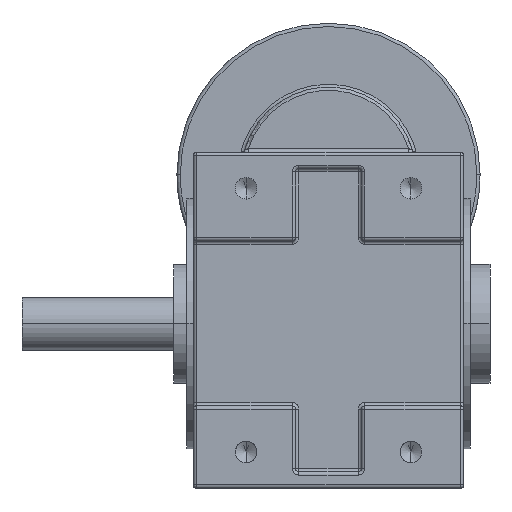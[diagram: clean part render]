
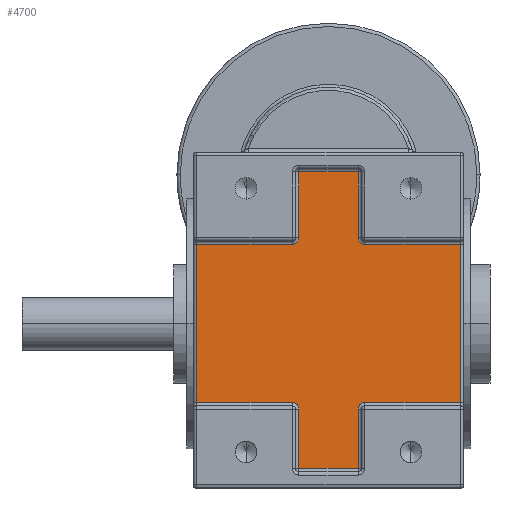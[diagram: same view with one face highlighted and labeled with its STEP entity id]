
A CAD part, top view. The second image highlights one B-rep face of the part: STEP entity #4700.
In plain terms, the highlighted planar face has unit normal (0, 0, 1).
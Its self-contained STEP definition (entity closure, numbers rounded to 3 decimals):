
#78 = PLANE ( 'NONE',  #2807 ) ;
#103 = VERTEX_POINT ( 'NONE', #789 ) ;
#107 = DIRECTION ( 'NONE',  ( 1., 0., 0. ) ) ;
#228 = CARTESIAN_POINT ( 'NONE',  ( -20., -34.62, 49.5 ) ) ;
#266 = CARTESIAN_POINT ( 'NONE',  ( 4.5, 0., 49.5 ) ) ;
#333 = DIRECTION ( 'NONE',  ( 1., 0., 0. ) ) ;
#587 = EDGE_CURVE ( 'NONE', #6951, #2784, #8177, .T. ) ;
#789 = CARTESIAN_POINT ( 'NONE',  ( -5.5, -34.62, 49.5 ) ) ;
#794 = LINE ( 'NONE', #4576, #5284 ) ;
#864 = CIRCLE ( 'NONE', #8219, 1. ) ;
#941 = VERTEX_POINT ( 'NONE', #944 ) ;
#944 = CARTESIAN_POINT ( 'NONE',  ( -4.5, -9.62, 49.5 ) ) ;
#1004 = LINE ( 'NONE', #9811, #7559 ) ;
#1081 = CIRCLE ( 'NONE', #1091, 1. ) ;
#1091 = AXIS2_PLACEMENT_3D ( 'NONE', #10099, #7226, #2368 ) ;
#1179 = AXIS2_PLACEMENT_3D ( 'NONE', #11971, #10100, #5321 ) ;
#1213 = CARTESIAN_POINT ( 'NONE',  ( 0., -10.62, 49.5 ) ) ;
#1293 = VECTOR ( 'NONE', #9284, 1000. ) ;
#1303 = LINE ( 'NONE', #5318, #1909 ) ;
#1346 = EDGE_CURVE ( 'NONE', #10260, #10183, #9780, .T. ) ;
#1434 = EDGE_CURVE ( 'NONE', #2178, #103, #1081, .T. ) ;
#1489 = EDGE_CURVE ( 'NONE', #9361, #6951, #1303, .T. ) ;
#1498 = ORIENTED_EDGE ( 'NONE', *, *, #1346, .T. ) ;
#1666 = ORIENTED_EDGE ( 'NONE', *, *, #12203, .T. ) ;
#1802 = CARTESIAN_POINT ( 'NONE',  ( 5.5, -35.62, 49.5 ) ) ;
#1807 = CARTESIAN_POINT ( 'NONE',  ( 0., -44.62, 49.5 ) ) ;
#1909 = VECTOR ( 'NONE', #9192, 1000. ) ;
#1963 = DIRECTION ( 'NONE',  ( 0., 0., 1. ) ) ;
#1985 = CARTESIAN_POINT ( 'NONE',  ( -20., -35.12, 49.5 ) ) ;
#2070 = ORIENTED_EDGE ( 'NONE', *, *, #4101, .T. ) ;
#2178 = VERTEX_POINT ( 'NONE', #5855 ) ;
#2272 = VECTOR ( 'NONE', #5940, 1000. ) ;
#2326 = VERTEX_POINT ( 'NONE', #10005 ) ;
#2368 = DIRECTION ( 'NONE',  ( 1., 0., 0. ) ) ;
#2441 = VECTOR ( 'NONE', #6904, 1000. ) ;
#2760 = DIRECTION ( 'NONE',  ( 1., 0., 0. ) ) ;
#2784 = VERTEX_POINT ( 'NONE', #5523 ) ;
#2807 = AXIS2_PLACEMENT_3D ( 'NONE', #4846, #1963, #10592 ) ;
#2853 = ORIENTED_EDGE ( 'NONE', *, *, #3954, .T. ) ;
#2990 = CARTESIAN_POINT ( 'NONE',  ( -4.5, -44.62, 49.5 ) ) ;
#3010 = CARTESIAN_POINT ( 'NONE',  ( 4.5, 0., 49.5 ) ) ;
#3046 = CARTESIAN_POINT ( 'NONE',  ( 20., -10.62, 49.5 ) ) ;
#3765 = ORIENTED_EDGE ( 'NONE', *, *, #1489, .T. ) ;
#3800 = CARTESIAN_POINT ( 'NONE',  ( -4.5, 0., 49.5 ) ) ;
#3858 = DIRECTION ( 'NONE',  ( 0., 0., 1. ) ) ;
#3869 = DIRECTION ( 'NONE',  ( 0., 1., 0. ) ) ;
#3911 = VECTOR ( 'NONE', #333, 1000. ) ;
#3935 = LINE ( 'NONE', #3800, #10365 ) ;
#3954 = EDGE_CURVE ( 'NONE', #11302, #10524, #794, .T. ) ;
#3980 = DIRECTION ( 'NONE',  ( 0., 1., 0. ) ) ;
#4043 = VECTOR ( 'NONE', #5833, 1000. ) ;
#4101 = EDGE_CURVE ( 'NONE', #9064, #103, #7748, .T. ) ;
#4105 = CARTESIAN_POINT ( 'NONE',  ( 0., -34.62, 49.5 ) ) ;
#4111 = EDGE_CURVE ( 'NONE', #5918, #941, #5267, .T. ) ;
#4503 = CARTESIAN_POINT ( 'NONE',  ( 4.5, -44.62, 49.5 ) ) ;
#4518 = LINE ( 'NONE', #1807, #8162 ) ;
#4576 = CARTESIAN_POINT ( 'NONE',  ( 0., 0.38, 49.5 ) ) ;
#4700 = ADVANCED_FACE ( 'NONE', ( #11817 ), #78, .T. ) ;
#4846 = CARTESIAN_POINT ( 'NONE',  ( 0., 0., 49.5 ) ) ;
#4921 = ORIENTED_EDGE ( 'NONE', *, *, #12038, .T. ) ;
#4974 = DIRECTION ( 'NONE',  ( 0., -1., 0. ) ) ;
#5267 = CIRCLE ( 'NONE', #1179, 1. ) ;
#5284 = VECTOR ( 'NONE', #11532, 1000. ) ;
#5301 = ORIENTED_EDGE ( 'NONE', *, *, #6838, .T. ) ;
#5318 = CARTESIAN_POINT ( 'NONE',  ( 20., 0., 49.5 ) ) ;
#5321 = DIRECTION ( 'NONE',  ( 1., 0., 0. ) ) ;
#5523 = CARTESIAN_POINT ( 'NONE',  ( 5.5, -10.62, 49.5 ) ) ;
#5652 = ORIENTED_EDGE ( 'NONE', *, *, #11343, .T. ) ;
#5754 = VERTEX_POINT ( 'NONE', #2990 ) ;
#5791 = ORIENTED_EDGE ( 'NONE', *, *, #8731, .T. ) ;
#5833 = DIRECTION ( 'NONE',  ( 1., 0., 0. ) ) ;
#5855 = CARTESIAN_POINT ( 'NONE',  ( -4.5, -35.62, 49.5 ) ) ;
#5918 = VERTEX_POINT ( 'NONE', #11949 ) ;
#5940 = DIRECTION ( 'NONE',  ( -1., 0., 0. ) ) ;
#5951 = LINE ( 'NONE', #1985, #2441 ) ;
#6260 = ORIENTED_EDGE ( 'NONE', *, *, #10317, .T. ) ;
#6270 = ORIENTED_EDGE ( 'NONE', *, *, #587, .T. ) ;
#6447 = EDGE_LOOP ( 'NONE', ( #12313, #5301, #3765, #6270, #11418, #10659, #2853, #4921, #12174, #5791, #5652, #2070, #10882, #6260, #1666, #1498 ) ) ;
#6451 = VERTEX_POINT ( 'NONE', #12556 ) ;
#6528 = EDGE_CURVE ( 'NONE', #2326, #10183, #9576, .T. ) ;
#6595 = CARTESIAN_POINT ( 'NONE',  ( 4.5, 0.38, 49.5 ) ) ;
#6838 = EDGE_CURVE ( 'NONE', #2326, #9361, #9006, .T. ) ;
#6904 = DIRECTION ( 'NONE',  ( 0., -1., 0. ) ) ;
#6951 = VERTEX_POINT ( 'NONE', #3046 ) ;
#7226 = DIRECTION ( 'NONE',  ( 0., 0., 1. ) ) ;
#7304 = CARTESIAN_POINT ( 'NONE',  ( 0., -10.62, 49.5 ) ) ;
#7559 = VECTOR ( 'NONE', #4974, 1000. ) ;
#7748 = LINE ( 'NONE', #10700, #4043 ) ;
#8120 = CARTESIAN_POINT ( 'NONE',  ( 20., -34.62, 49.5 ) ) ;
#8162 = VECTOR ( 'NONE', #11477, 1000. ) ;
#8177 = LINE ( 'NONE', #1213, #2272 ) ;
#8219 = AXIS2_PLACEMENT_3D ( 'NONE', #11460, #3858, #2760 ) ;
#8274 = VERTEX_POINT ( 'NONE', #11419 ) ;
#8283 = LINE ( 'NONE', #7304, #1293 ) ;
#8731 = EDGE_CURVE ( 'NONE', #5918, #8274, #8283, .T. ) ;
#8991 = LINE ( 'NONE', #266, #12427 ) ;
#9006 = LINE ( 'NONE', #4105, #3911 ) ;
#9064 = VERTEX_POINT ( 'NONE', #228 ) ;
#9192 = DIRECTION ( 'NONE',  ( 0., 1., 0. ) ) ;
#9227 = EDGE_CURVE ( 'NONE', #6451, #2784, #864, .T. ) ;
#9284 = DIRECTION ( 'NONE',  ( -1., 0., 0. ) ) ;
#9361 = VERTEX_POINT ( 'NONE', #8120 ) ;
#9576 = CIRCLE ( 'NONE', #9584, 1. ) ;
#9584 = AXIS2_PLACEMENT_3D ( 'NONE', #1802, #11792, #107 ) ;
#9780 = LINE ( 'NONE', #3010, #12099 ) ;
#9811 = CARTESIAN_POINT ( 'NONE',  ( -4.5, 0., 49.5 ) ) ;
#10005 = CARTESIAN_POINT ( 'NONE',  ( 5.5, -34.62, 49.5 ) ) ;
#10099 = CARTESIAN_POINT ( 'NONE',  ( -5.5, -35.62, 49.5 ) ) ;
#10100 = DIRECTION ( 'NONE',  ( 0., 0., 1. ) ) ;
#10183 = VERTEX_POINT ( 'NONE', #10356 ) ;
#10260 = VERTEX_POINT ( 'NONE', #4503 ) ;
#10317 = EDGE_CURVE ( 'NONE', #2178, #5754, #3935, .T. ) ;
#10356 = CARTESIAN_POINT ( 'NONE',  ( 4.5, -35.62, 49.5 ) ) ;
#10365 = VECTOR ( 'NONE', #10693, 1000. ) ;
#10408 = CARTESIAN_POINT ( 'NONE',  ( -4.5, 0.38, 49.5 ) ) ;
#10524 = VERTEX_POINT ( 'NONE', #10408 ) ;
#10592 = DIRECTION ( 'NONE',  ( 1., 0., 0. ) ) ;
#10659 = ORIENTED_EDGE ( 'NONE', *, *, #10725, .T. ) ;
#10693 = DIRECTION ( 'NONE',  ( 0., -1., 0. ) ) ;
#10700 = CARTESIAN_POINT ( 'NONE',  ( 0., -34.62, 49.5 ) ) ;
#10725 = EDGE_CURVE ( 'NONE', #6451, #11302, #8991, .T. ) ;
#10882 = ORIENTED_EDGE ( 'NONE', *, *, #1434, .F. ) ;
#11302 = VERTEX_POINT ( 'NONE', #6595 ) ;
#11343 = EDGE_CURVE ( 'NONE', #8274, #9064, #5951, .T. ) ;
#11418 = ORIENTED_EDGE ( 'NONE', *, *, #9227, .F. ) ;
#11419 = CARTESIAN_POINT ( 'NONE',  ( -20., -10.62, 49.5 ) ) ;
#11460 = CARTESIAN_POINT ( 'NONE',  ( 5.5, -9.62, 49.5 ) ) ;
#11477 = DIRECTION ( 'NONE',  ( 1., 0., 0. ) ) ;
#11532 = DIRECTION ( 'NONE',  ( -1., 0., 0. ) ) ;
#11792 = DIRECTION ( 'NONE',  ( 0., 0., 1. ) ) ;
#11817 = FACE_OUTER_BOUND ( 'NONE', #6447, .T. ) ;
#11949 = CARTESIAN_POINT ( 'NONE',  ( -5.5, -10.62, 49.5 ) ) ;
#11971 = CARTESIAN_POINT ( 'NONE',  ( -5.5, -9.62, 49.5 ) ) ;
#12038 = EDGE_CURVE ( 'NONE', #10524, #941, #1004, .T. ) ;
#12099 = VECTOR ( 'NONE', #3869, 1000. ) ;
#12174 = ORIENTED_EDGE ( 'NONE', *, *, #4111, .F. ) ;
#12203 = EDGE_CURVE ( 'NONE', #5754, #10260, #4518, .T. ) ;
#12313 = ORIENTED_EDGE ( 'NONE', *, *, #6528, .F. ) ;
#12427 = VECTOR ( 'NONE', #3980, 1000. ) ;
#12556 = CARTESIAN_POINT ( 'NONE',  ( 4.5, -9.62, 49.5 ) ) ;
